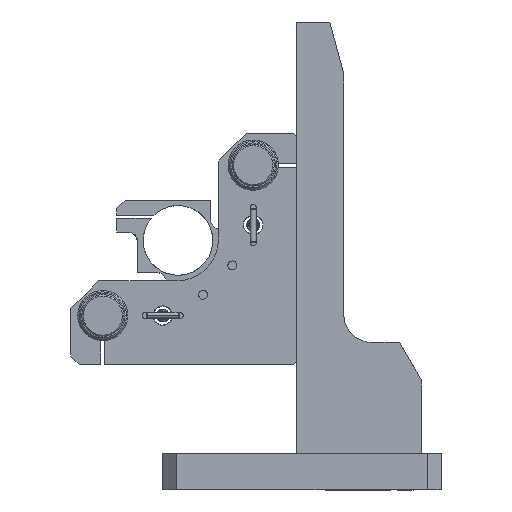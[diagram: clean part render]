
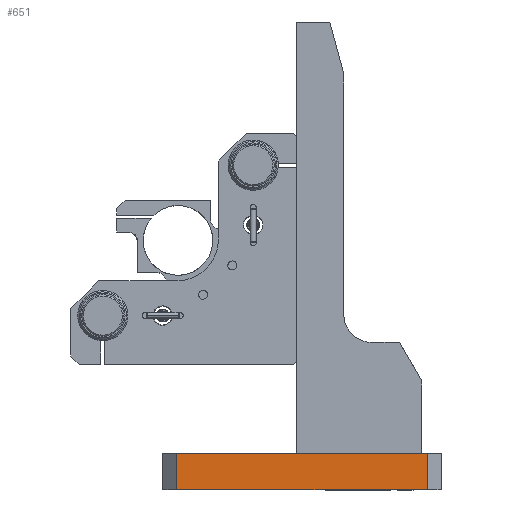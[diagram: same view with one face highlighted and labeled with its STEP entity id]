
A CAD part, front view. The second image highlights one B-rep face of the part: STEP entity #651.
In plain terms, the highlighted free-form (B-spline) face has degree [1, 1] with [2, 2] control points.
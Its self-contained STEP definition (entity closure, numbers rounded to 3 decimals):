
#651=ADVANCED_FACE('',(#1202),#20100,.T.);
#1202=FACE_OUTER_BOUND('',#1768,.T.);
#1768=EDGE_LOOP('',(#2687,#2688,#2689,#2690));
#2687=ORIENTED_EDGE('',*,*,#14249,.T.);
#2688=ORIENTED_EDGE('',*,*,#14248,.F.);
#2689=ORIENTED_EDGE('',*,*,#14250,.T.);
#2690=ORIENTED_EDGE('',*,*,#14235,.F.);
#6942=PCURVE('',#20094,#9894);
#6968=PCURVE('',#20099,#9920);
#6969=PCURVE('',#20100,#9921);
#6970=PCURVE('',#20100,#9922);
#6971=PCURVE('',#20100,#9923);
#6972=PCURVE('',#20100,#9924);
#6979=PCURVE('',#20101,#9931);
#6983=PCURVE('',#20102,#9935);
#9894=DEFINITIONAL_REPRESENTATION('',(#15877),#90114);
#9920=DEFINITIONAL_REPRESENTATION('',(#15916),#90114);
#9921=DEFINITIONAL_REPRESENTATION('',(#15918),#90114);
#9922=DEFINITIONAL_REPRESENTATION('',(#15919),#90114);
#9923=DEFINITIONAL_REPRESENTATION('',(#15921),#90114);
#9924=DEFINITIONAL_REPRESENTATION('',(#15922),#90114);
#9931=DEFINITIONAL_REPRESENTATION('',(#15927),#90114);
#9935=DEFINITIONAL_REPRESENTATION('',(#15931),#90114);
#12698=SURFACE_CURVE('',#15876,(#6942,#6972),.PCURVE_S1.);
#12711=SURFACE_CURVE('',#15915,(#6968,#6970),.PCURVE_S1.);
#12712=SURFACE_CURVE('',#15917,(#6969,#6979),.PCURVE_S1.);
#12713=SURFACE_CURVE('',#15920,(#6971,#6983),.PCURVE_S1.);
#14235=EDGE_CURVE('',#18879,#18880,#12698,.T.);
#14248=EDGE_CURVE('',#18886,#18885,#12711,.T.);
#14249=EDGE_CURVE('',#18879,#18885,#12712,.T.);
#14250=EDGE_CURVE('',#18886,#18880,#12713,.T.);
#15876=B_SPLINE_CURVE_WITH_KNOTS('',1,(#22888,#22889),.UNSPECIFIED.,.F.,
 .F.,(2,2),(0.,13.),.UNSPECIFIED.);
#15877=B_SPLINE_CURVE_WITH_KNOTS('',1,(#22890,#22891),.UNSPECIFIED.,.F.,
 .F.,(2,2),(0.,13.),.UNSPECIFIED.);
#15915=B_SPLINE_CURVE_WITH_KNOTS('',1,(#22966,#22967),.UNSPECIFIED.,.F.,
 .F.,(2,2),(-13.,0.),.UNSPECIFIED.);
#15916=B_SPLINE_CURVE_WITH_KNOTS('',1,(#22968,#22969),.UNSPECIFIED.,.F.,
 .F.,(2,2),(-13.,0.),.UNSPECIFIED.);
#15917=B_SPLINE_CURVE_WITH_KNOTS('',1,(#22970,#22971),.UNSPECIFIED.,.F.,
 .F.,(2,2),(-90.,0.),.UNSPECIFIED.);
#15918=B_SPLINE_CURVE_WITH_KNOTS('',1,(#22972,#22973),.UNSPECIFIED.,.F.,
 .F.,(2,2),(-90.,0.),.UNSPECIFIED.);
#15919=B_SPLINE_CURVE_WITH_KNOTS('',1,(#22974,#22975),.UNSPECIFIED.,.F.,
 .F.,(2,2),(-13.,0.),.UNSPECIFIED.);
#15920=B_SPLINE_CURVE_WITH_KNOTS('',1,(#22976,#22977),.UNSPECIFIED.,.F.,
 .F.,(2,2),(-90.,0.),.UNSPECIFIED.);
#15921=B_SPLINE_CURVE_WITH_KNOTS('',1,(#22978,#22979),.UNSPECIFIED.,.F.,
 .F.,(2,2),(-90.,0.),.UNSPECIFIED.);
#15922=B_SPLINE_CURVE_WITH_KNOTS('',1,(#22980,#22981),.UNSPECIFIED.,.F.,
 .F.,(2,2),(0.,13.),.UNSPECIFIED.);
#15927=B_SPLINE_CURVE_WITH_KNOTS('',1,(#23000,#23001),.UNSPECIFIED.,.F.,
 .F.,(2,2),(-90.,0.),.UNSPECIFIED.);
#15931=B_SPLINE_CURVE_WITH_KNOTS('',1,(#23008,#23009),.UNSPECIFIED.,.F.,
 .F.,(2,2),(-90.,0.),.UNSPECIFIED.);
#18879=VERTEX_POINT('',#21441);
#18880=VERTEX_POINT('',#21442);
#18885=VERTEX_POINT('',#21447);
#18886=VERTEX_POINT('',#21448);
#20094=B_SPLINE_SURFACE_WITH_KNOTS('',1,1,((#21261,#21262),(#21263,#21264)),
 .UNSPECIFIED.,.F.,.F.,.F.,(2,2),(2,2),(-8.825,0.),
(-15.84,0.),.UNSPECIFIED.);
#20099=B_SPLINE_SURFACE_WITH_KNOTS('',1,1,((#21281,#21282),(#21283,#21284)),
 .UNSPECIFIED.,.F.,.F.,.F.,(2,2),(2,2),(0.,8.825),
(0.,15.84),.UNSPECIFIED.);
#20100=B_SPLINE_SURFACE_WITH_KNOTS('',1,1,((#21285,#21286),(#21287,#21288)),
 .UNSPECIFIED.,.F.,.F.,.F.,(2,2),(2,2),(-15.84,0.),(0.,
108.24),.UNSPECIFIED.);
#20101=B_SPLINE_SURFACE_WITH_KNOTS('',1,1,((#21289,#21290),(#21291,#21292)),
 .UNSPECIFIED.,.F.,.F.,.F.,(2,2),(2,2),(-120.24,0.),
(0.,9.84),.UNSPECIFIED.);
#20102=B_SPLINE_SURFACE_WITH_KNOTS('',1,1,((#21293,#21294),(#21295,#21296)),
 .UNSPECIFIED.,.F.,.F.,.F.,(2,2),(2,2),(0.,120.24),(0.,
90.24),.UNSPECIFIED.);
#21261=CARTESIAN_POINT('',(-65.859,-7.331,52.35));
#21262=CARTESIAN_POINT('',(-65.859,-7.331,36.51));
#21263=CARTESIAN_POINT('',(-72.099,-1.091,52.35));
#21264=CARTESIAN_POINT('',(-72.099,-1.091,36.51));
#21281=CARTESIAN_POINT('',(22.901,-7.331,36.51));
#21282=CARTESIAN_POINT('',(22.901,-7.331,52.35));
#21283=CARTESIAN_POINT('',(29.141,-1.091,36.51));
#21284=CARTESIAN_POINT('',(29.141,-1.091,52.35));
#21285=CARTESIAN_POINT('',(-75.599,-6.711,52.35));
#21286=CARTESIAN_POINT('',(32.641,-6.711,52.35));
#21287=CARTESIAN_POINT('',(-75.599,-6.711,36.51));
#21288=CARTESIAN_POINT('',(32.641,-6.711,36.51));
#21289=CARTESIAN_POINT('',(38.641,-7.631,37.93));
#21290=CARTESIAN_POINT('',(38.641,2.209,37.93));
#21291=CARTESIAN_POINT('',(-81.599,-7.631,37.93));
#21292=CARTESIAN_POINT('',(-81.599,2.209,37.93));
#21293=CARTESIAN_POINT('',(-81.599,-14.331,50.93));
#21294=CARTESIAN_POINT('',(-81.599,75.909,50.93));
#21295=CARTESIAN_POINT('',(38.641,-14.331,50.93));
#21296=CARTESIAN_POINT('',(38.641,75.909,50.93));
#21441=CARTESIAN_POINT('',(-66.479,-6.711,37.93));
#21442=CARTESIAN_POINT('',(-66.479,-6.711,50.93));
#21447=CARTESIAN_POINT('',(23.521,-6.711,37.93));
#21448=CARTESIAN_POINT('',(23.521,-6.711,50.93));
#22888=CARTESIAN_POINT('',(-66.479,-6.711,37.93));
#22889=CARTESIAN_POINT('',(-66.479,-6.711,50.93));
#22890=CARTESIAN_POINT('',(-7.948,-1.42));
#22891=CARTESIAN_POINT('',(-7.948,-14.42));
#22966=CARTESIAN_POINT('',(23.521,-6.711,50.93));
#22967=CARTESIAN_POINT('',(23.521,-6.711,37.93));
#22968=CARTESIAN_POINT('',(0.877,14.42));
#22969=CARTESIAN_POINT('',(0.877,1.42));
#22970=CARTESIAN_POINT('',(-66.479,-6.711,37.93));
#22971=CARTESIAN_POINT('',(23.521,-6.711,37.93));
#22972=CARTESIAN_POINT('',(-1.42,9.12));
#22973=CARTESIAN_POINT('',(-1.42,99.12));
#22974=CARTESIAN_POINT('',(-14.42,99.12));
#22975=CARTESIAN_POINT('',(-1.42,99.12));
#22976=CARTESIAN_POINT('',(23.521,-6.711,50.93));
#22977=CARTESIAN_POINT('',(-66.479,-6.711,50.93));
#22978=CARTESIAN_POINT('',(-14.42,99.12));
#22979=CARTESIAN_POINT('',(-14.42,9.12));
#22980=CARTESIAN_POINT('',(-1.42,9.12));
#22981=CARTESIAN_POINT('',(-14.42,9.12));
#23000=CARTESIAN_POINT('',(-15.12,0.92));
#23001=CARTESIAN_POINT('',(-105.12,0.92));
#23008=CARTESIAN_POINT('',(105.12,7.62));
#23009=CARTESIAN_POINT('',(15.12,7.62));
#90114=(
GEOMETRIC_REPRESENTATION_CONTEXT(2)
PARAMETRIC_REPRESENTATION_CONTEXT()
REPRESENTATION_CONTEXT('pspace','')
);
